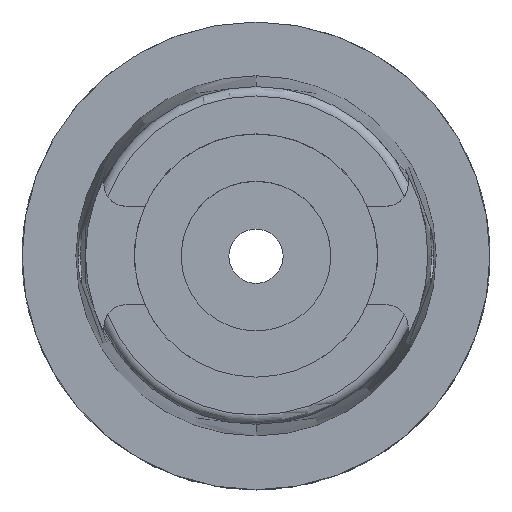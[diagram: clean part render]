
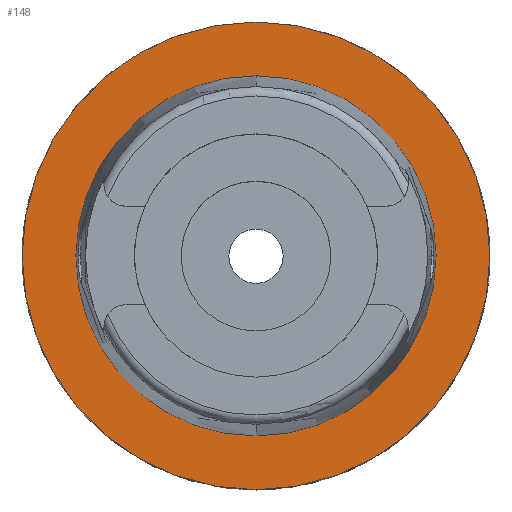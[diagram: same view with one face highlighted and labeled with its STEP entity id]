
A CAD part, top view. The second image highlights one B-rep face of the part: STEP entity #148.
In plain terms, the highlighted planar face has unit normal (0, 0, 1).
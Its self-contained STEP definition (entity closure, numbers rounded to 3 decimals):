
#14 = CIRCLE ( 'NONE', #4619, 19.25 ) ;
#23 = ORIENTED_EDGE ( 'NONE', *, *, #3370, .F. ) ;
#148 = ADVANCED_FACE ( 'NONE', ( #414, #853 ), #1237, .T. ) ;
#291 = ORIENTED_EDGE ( 'NONE', *, *, #3869, .F. ) ;
#359 = AXIS2_PLACEMENT_3D ( 'NONE', #3770, #2794, #4425 ) ;
#414 = FACE_OUTER_BOUND ( 'NONE', #3655, .T. ) ;
#501 = DIRECTION ( 'NONE',  ( 0., -1., 0. ) ) ;
#587 = DIRECTION ( 'NONE',  ( 0., 0., -1. ) ) ;
#853 = FACE_BOUND ( 'NONE', #2241, .T. ) ;
#1190 = CARTESIAN_POINT ( 'NONE',  ( 0., 19.25, 0. ) ) ;
#1237 = PLANE ( 'NONE',  #4422 ) ;
#1267 = DIRECTION ( 'NONE',  ( 1., 0., 0. ) ) ;
#1271 = VERTEX_POINT ( 'NONE', #4233 ) ;
#1778 = CARTESIAN_POINT ( 'NONE',  ( 0., 0., 0. ) ) ;
#2018 = CARTESIAN_POINT ( 'NONE',  ( 0., 0., 0. ) ) ;
#2241 = EDGE_LOOP ( 'NONE', ( #291, #3803 ) ) ;
#2293 = AXIS2_PLACEMENT_3D ( 'NONE', #5317, #587, #5266 ) ;
#2459 = CIRCLE ( 'NONE', #2293, 25. ) ;
#2651 = CIRCLE ( 'NONE', #3715, 19.25 ) ;
#2710 = DIRECTION ( 'NONE',  ( 0., 0., 1. ) ) ;
#2747 = CIRCLE ( 'NONE', #359, 25. ) ;
#2794 = DIRECTION ( 'NONE',  ( 0., 0., -1. ) ) ;
#2838 = CARTESIAN_POINT ( 'NONE',  ( 0., -19.25, 0. ) ) ;
#3077 = CARTESIAN_POINT ( 'NONE',  ( 0., 0., 0. ) ) ;
#3370 = EDGE_CURVE ( 'NONE', #4983, #1271, #2459, .T. ) ;
#3557 = DIRECTION ( 'NONE',  ( 0., 0., 1. ) ) ;
#3640 = CARTESIAN_POINT ( 'NONE',  ( 0., -25., 0. ) ) ;
#3655 = EDGE_LOOP ( 'NONE', ( #4778, #23 ) ) ;
#3715 = AXIS2_PLACEMENT_3D ( 'NONE', #1778, #2710, #4000 ) ;
#3770 = CARTESIAN_POINT ( 'NONE',  ( 0., 0., 0. ) ) ;
#3803 = ORIENTED_EDGE ( 'NONE', *, *, #5178, .F. ) ;
#3869 = EDGE_CURVE ( 'NONE', #5024, #4556, #2651, .T. ) ;
#4000 = DIRECTION ( 'NONE',  ( 0., 1., 0. ) ) ;
#4233 = CARTESIAN_POINT ( 'NONE',  ( 0., 25., 0. ) ) ;
#4422 = AXIS2_PLACEMENT_3D ( 'NONE', #2018, #5092, #1267 ) ;
#4425 = DIRECTION ( 'NONE',  ( 0., 1., 0. ) ) ;
#4556 = VERTEX_POINT ( 'NONE', #2838 ) ;
#4619 = AXIS2_PLACEMENT_3D ( 'NONE', #3077, #3557, #501 ) ;
#4778 = ORIENTED_EDGE ( 'NONE', *, *, #5446, .F. ) ;
#4983 = VERTEX_POINT ( 'NONE', #3640 ) ;
#5024 = VERTEX_POINT ( 'NONE', #1190 ) ;
#5092 = DIRECTION ( 'NONE',  ( 0., 0., 1. ) ) ;
#5178 = EDGE_CURVE ( 'NONE', #4556, #5024, #14, .T. ) ;
#5266 = DIRECTION ( 'NONE',  ( 0., -1., 0. ) ) ;
#5317 = CARTESIAN_POINT ( 'NONE',  ( 0., 0., 0. ) ) ;
#5446 = EDGE_CURVE ( 'NONE', #1271, #4983, #2747, .T. ) ;
